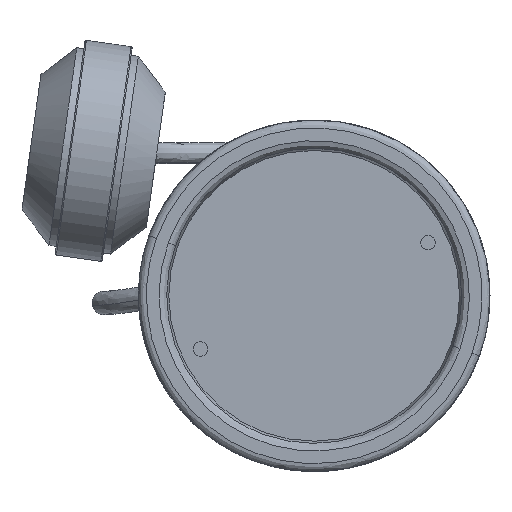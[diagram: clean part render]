
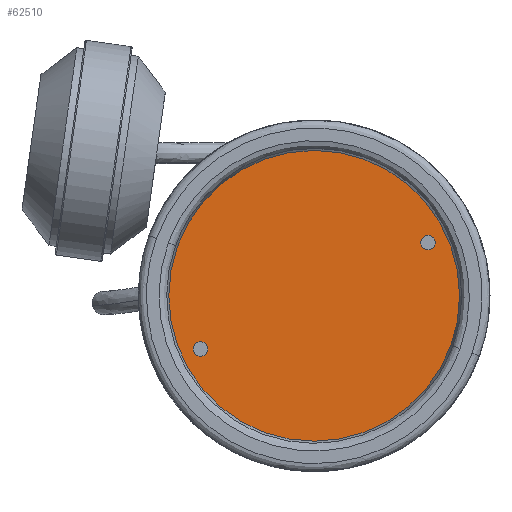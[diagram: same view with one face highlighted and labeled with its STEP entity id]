
A CAD part, front view. The second image highlights one B-rep face of the part: STEP entity #62510.
In plain terms, the highlighted planar face has unit normal (0, -1, 0).
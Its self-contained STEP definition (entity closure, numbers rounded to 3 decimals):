
#46 = CARTESIAN_POINT ( 'NONE',  ( 0., 5.2, 0. ) ) ;
#158 = EDGE_CURVE ( 'NONE', #5163, #12457, #16524, .T. ) ;
#1769 = ORIENTED_EDGE ( 'NONE', *, *, #23409, .F. ) ;
#2627 = EDGE_CURVE ( 'NONE', #12457, #5163, #60551, .T. ) ;
#3616 = ORIENTED_EDGE ( 'NONE', *, *, #27841, .F. ) ;
#5163 = VERTEX_POINT ( 'NONE', #33631 ) ;
#7406 = CARTESIAN_POINT ( 'NONE',  ( -36.338, 5.2, -33.588 ) ) ;
#8835 = CARTESIAN_POINT ( 'NONE',  ( -110., 5.2, -110. ) ) ;
#11332 = DIRECTION ( 'NONE',  ( 0., 0., -1. ) ) ;
#12457 = VERTEX_POINT ( 'NONE', #23264 ) ;
#12683 = CIRCLE ( 'NONE', #16065, 2.75 ) ;
#13152 = AXIS2_PLACEMENT_3D ( 'NONE', #59664, #26588, #32218 ) ;
#13190 = AXIS2_PLACEMENT_3D ( 'NONE', #60722, #39236, #33950 ) ;
#16065 = AXIS2_PLACEMENT_3D ( 'NONE', #33282, #54764, #44543 ) ;
#16524 = CIRCLE ( 'NONE', #13152, 2.75 ) ;
#18324 = EDGE_CURVE ( 'NONE', #67044, #25830, #26681, .T. ) ;
#20893 = AXIS2_PLACEMENT_3D ( 'NONE', #46, #52932, #11332 ) ;
#23264 = CARTESIAN_POINT ( 'NONE',  ( 36.338, 5.2, 33.588 ) ) ;
#23409 = EDGE_CURVE ( 'NONE', #32642, #44173, #50291, .T. ) ;
#25415 = ORIENTED_EDGE ( 'NONE', *, *, #2627, .F. ) ;
#25830 = VERTEX_POINT ( 'NONE', #53633 ) ;
#26588 = DIRECTION ( 'NONE',  ( 0., -1., 0. ) ) ;
#26681 = CIRCLE ( 'NONE', #20893, 55. ) ;
#27841 = EDGE_CURVE ( 'NONE', #44173, #32642, #12683, .T. ) ;
#30324 = DIRECTION ( 'NONE',  ( 0., 0., 1. ) ) ;
#30663 = DIRECTION ( 'NONE',  ( 0., 1., 0. ) ) ;
#32218 = DIRECTION ( 'NONE',  ( 1., 0., 0. ) ) ;
#32642 = VERTEX_POINT ( 'NONE', #7406 ) ;
#33282 = CARTESIAN_POINT ( 'NONE',  ( -33.588, 5.2, -33.588 ) ) ;
#33631 = CARTESIAN_POINT ( 'NONE',  ( 30.838, 5.2, 33.588 ) ) ;
#33950 = DIRECTION ( 'NONE',  ( 1., 0., 0. ) ) ;
#37318 = EDGE_LOOP ( 'NONE', ( #62146, #39314 ) ) ;
#38404 = EDGE_CURVE ( 'NONE', #25830, #67044, #55970, .T. ) ;
#39236 = DIRECTION ( 'NONE',  ( 0., -1., 0. ) ) ;
#39314 = ORIENTED_EDGE ( 'NONE', *, *, #18324, .T. ) ;
#40418 = ORIENTED_EDGE ( 'NONE', *, *, #158, .F. ) ;
#44173 = VERTEX_POINT ( 'NONE', #67220 ) ;
#44543 = DIRECTION ( 'NONE',  ( 1., 0., 0. ) ) ;
#44820 = AXIS2_PLACEMENT_3D ( 'NONE', #50921, #56900, #51280 ) ;
#45978 = DIRECTION ( 'NONE',  ( 0., 0., -1. ) ) ;
#47080 = EDGE_LOOP ( 'NONE', ( #3616, #1769 ) ) ;
#50291 = CIRCLE ( 'NONE', #13190, 2.75 ) ;
#50921 = CARTESIAN_POINT ( 'NONE',  ( 33.588, 5.2, 33.588 ) ) ;
#51280 = DIRECTION ( 'NONE',  ( 1., 0., 0. ) ) ;
#51951 = CARTESIAN_POINT ( 'NONE',  ( 0., 5.2, 0. ) ) ;
#52162 = EDGE_LOOP ( 'NONE', ( #25415, #40418 ) ) ;
#52932 = DIRECTION ( 'NONE',  ( 0., -1., 0. ) ) ;
#53633 = CARTESIAN_POINT ( 'NONE',  ( 0., 5.2, -55. ) ) ;
#54764 = DIRECTION ( 'NONE',  ( 0., -1., 0. ) ) ;
#55970 = CIRCLE ( 'NONE', #64990, 55. ) ;
#56900 = DIRECTION ( 'NONE',  ( 0., -1., 0. ) ) ;
#57074 = FACE_BOUND ( 'NONE', #47080, .T. ) ;
#59664 = CARTESIAN_POINT ( 'NONE',  ( 33.588, 5.2, 33.588 ) ) ;
#60551 = CIRCLE ( 'NONE', #44820, 2.75 ) ;
#60722 = CARTESIAN_POINT ( 'NONE',  ( -33.588, 5.2, -33.588 ) ) ;
#61290 = AXIS2_PLACEMENT_3D ( 'NONE', #8835, #30663, #30324 ) ;
#61892 = CARTESIAN_POINT ( 'NONE',  ( 0., 5.2, 55. ) ) ;
#62146 = ORIENTED_EDGE ( 'NONE', *, *, #38404, .T. ) ;
#62510 = ADVANCED_FACE ( 'NONE', ( #69037, #57074, #68692 ), #68005, .F. ) ;
#64990 = AXIS2_PLACEMENT_3D ( 'NONE', #51951, #68511, #45978 ) ;
#67044 = VERTEX_POINT ( 'NONE', #61892 ) ;
#67220 = CARTESIAN_POINT ( 'NONE',  ( -30.838, 5.2, -33.588 ) ) ;
#68005 = PLANE ( 'NONE',  #61290 ) ;
#68511 = DIRECTION ( 'NONE',  ( 0., -1., 0. ) ) ;
#68692 = FACE_OUTER_BOUND ( 'NONE', #37318, .T. ) ;
#69037 = FACE_BOUND ( 'NONE', #52162, .T. ) ;
